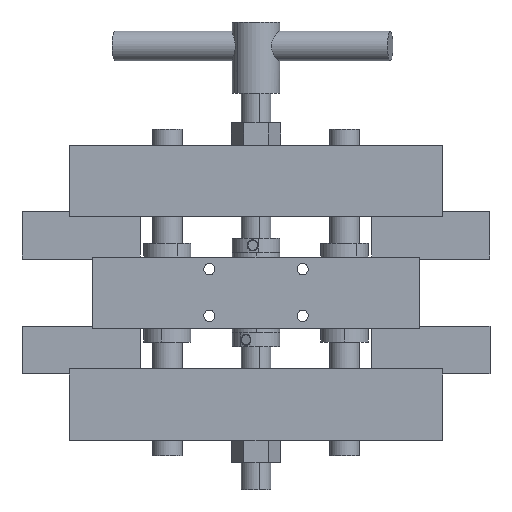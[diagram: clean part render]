
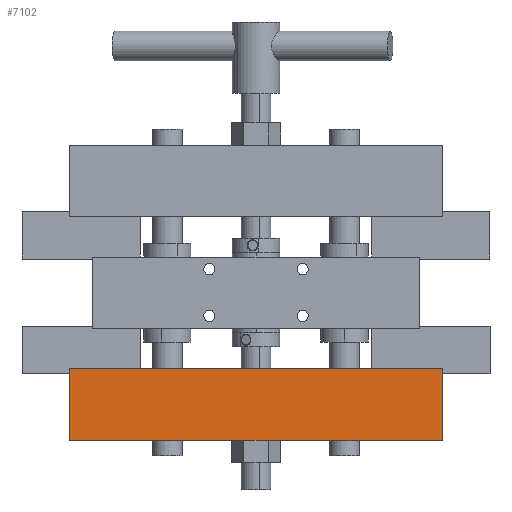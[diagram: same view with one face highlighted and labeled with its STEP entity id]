
A CAD part, front view. The second image highlights one B-rep face of the part: STEP entity #7102.
In plain terms, the highlighted planar face has unit normal (0, -1, 0).
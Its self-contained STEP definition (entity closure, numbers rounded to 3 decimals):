
#356 = EDGE_CURVE ( 'NONE', #6293, #6296, #3953, .T. ) ;
#362 = EDGE_CURVE ( 'NONE', #6292, #6293, #3997, .T. ) ;
#369 = EDGE_CURVE ( 'NONE', #6298, #6292, #4009, .T. ) ;
#372 = EDGE_CURVE ( 'NONE', #6296, #6298, #4015, .T. ) ;
#596 = ORIENTED_EDGE ( 'NONE', *, *, #362, .F. ) ;
#597 = ORIENTED_EDGE ( 'NONE', *, *, #369, .F. ) ;
#598 = ORIENTED_EDGE ( 'NONE', *, *, #372, .F. ) ;
#599 = ORIENTED_EDGE ( 'NONE', *, *, #356, .F. ) ;
#2934 = CARTESIAN_POINT ( 'NONE',  ( 0., 0., 0. ) ) ;
#2938 = DIRECTION ( 'NONE',  ( 1., 0., 0. ) ) ;
#2949 = CARTESIAN_POINT ( 'NONE',  ( 0., 0., 0. ) ) ;
#2950 = DIRECTION ( 'NONE',  ( 0., 0., 1. ) ) ;
#2966 = CARTESIAN_POINT ( 'NONE',  ( 0., 0., -76.2 ) ) ;
#2967 = DIRECTION ( 'NONE',  ( -1., 0., 0. ) ) ;
#2972 = CARTESIAN_POINT ( 'NONE',  ( 400., 0., 0. ) ) ;
#2973 = DIRECTION ( 'NONE',  ( 0., 0., -1. ) ) ;
#3300 = CARTESIAN_POINT ( 'NONE',  ( 0., 0., -76.2 ) ) ;
#3301 = CARTESIAN_POINT ( 'NONE',  ( 0., 0., 0. ) ) ;
#3304 = CARTESIAN_POINT ( 'NONE',  ( 400., 0., 0. ) ) ;
#3306 = CARTESIAN_POINT ( 'NONE',  ( 400., 0., -76.2 ) ) ;
#3953 = LINE ( 'NONE', #2934, #3956 ) ;
#3956 = VECTOR ( 'NONE', #2938, 1000. ) ;
#3997 = LINE ( 'NONE', #2949, #3998 ) ;
#3998 = VECTOR ( 'NONE', #2950, 1000. ) ;
#4009 = LINE ( 'NONE', #2966, #4010 ) ;
#4010 = VECTOR ( 'NONE', #2967, 1000. ) ;
#4015 = LINE ( 'NONE', #2972, #4016 ) ;
#4016 = VECTOR ( 'NONE', #2973, 1000. ) ;
#4372 = AXIS2_PLACEMENT_3D ( 'NONE', #4575, #4589, #4590 ) ;
#4488 = FACE_OUTER_BOUND ( 'NONE', #6904, .T. ) ;
#4575 = CARTESIAN_POINT ( 'NONE',  ( 0., 0., -76.2 ) ) ;
#4584 = PLANE ( 'NONE',  #4372 ) ;
#4589 = DIRECTION ( 'NONE',  ( 0., -1., 0. ) ) ;
#4590 = DIRECTION ( 'NONE',  ( 0., 0., -1. ) ) ;
#6292 = VERTEX_POINT ( 'NONE', #3300 ) ;
#6293 = VERTEX_POINT ( 'NONE', #3301 ) ;
#6296 = VERTEX_POINT ( 'NONE', #3304 ) ;
#6298 = VERTEX_POINT ( 'NONE', #3306 ) ;
#6904 = EDGE_LOOP ( 'NONE', ( #596, #597, #598, #599 ) ) ;
#7102 = ADVANCED_FACE ( 'NONE', ( #4488 ), #4584, .T. ) ;
